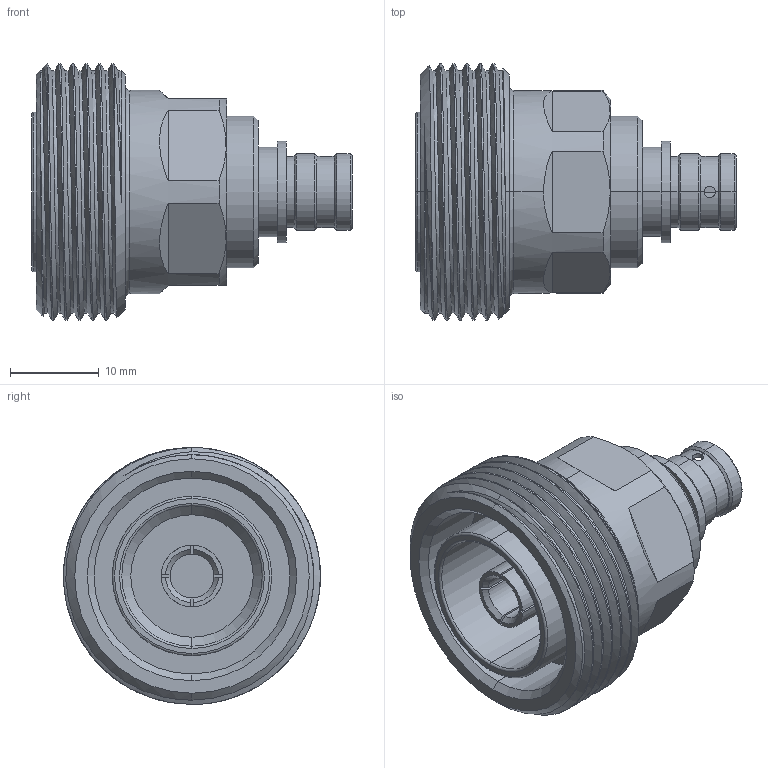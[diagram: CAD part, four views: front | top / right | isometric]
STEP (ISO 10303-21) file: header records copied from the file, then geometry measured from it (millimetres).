
FILE_DESCRIPTION (( 'STEP AP214' ), '1' );
FILE_NAME ('TC-SPP250-716F-LP.step', '2021-05-04T14:30:28', ( '' ), ( '' ), 'SwSTEP 2.0', 'SolidWorks 2020', '' );
FILE_SCHEMA (( 'AUTOMOTIVE_DESIGN' ));
Length unit declared in the file: inch
Products named in the file (1): TC-SPP250-716F-LP
Bounding box: 36.19 x 29 x 29 mm (x, y, z)
Volume: 8566.8 mm3; surface area: 6034.2 mm2
Topology: 1 solids, 1 shells, 120 faces, 295 edges, 188 vertices
Faces by surface type: plane 43, cylinder 41, cone 27, torus 6, bspline 3
Entity records: 6474 total; most frequent: CARTESIAN_POINT 3648, ORIENTED_EDGE 590, DIRECTION 583, EDGE_CURVE 295, AXIS2_PLACEMENT_3D 234, VERTEX_POINT 188, EDGE_LOOP 133, FACE_OUTER_BOUND 120
